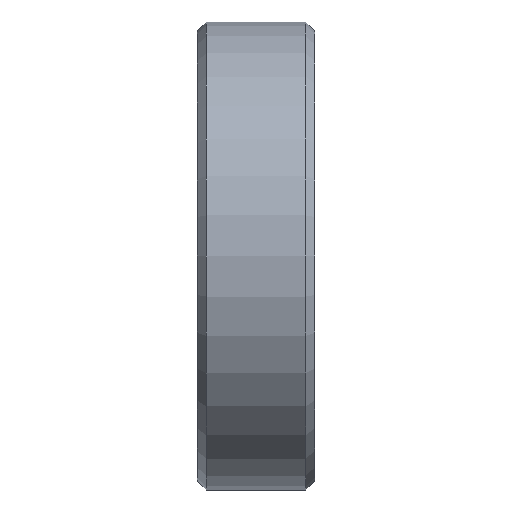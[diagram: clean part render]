
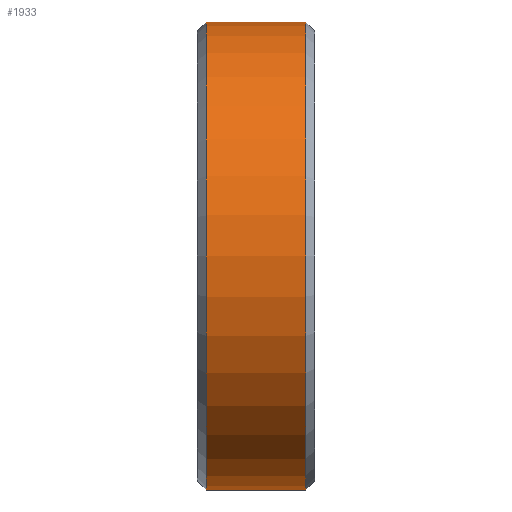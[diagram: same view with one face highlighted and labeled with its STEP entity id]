
A CAD part, left-side view. The second image highlights one B-rep face of the part: STEP entity #1933.
In plain terms, the highlighted cylindrical face has radius 8 mm (diameter 16 mm), a partial arc.
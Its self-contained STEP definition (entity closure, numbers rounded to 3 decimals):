
#40 = CARTESIAN_POINT ( 'NONE',  ( 0., 3.7, 8. ) ) ;
#67 = VERTEX_POINT ( 'NONE', #1091 ) ;
#117 = EDGE_CURVE ( 'NONE', #3241, #2765, #2530, .T. ) ;
#203 = LINE ( 'NONE', #2107, #2974 ) ;
#600 = VERTEX_POINT ( 'NONE', #40 ) ;
#754 = DIRECTION ( 'NONE',  ( 0., -1., 0. ) ) ;
#848 = DIRECTION ( 'NONE',  ( 0., -1., 0. ) ) ;
#1011 = DIRECTION ( 'NONE',  ( 0., -1., 0. ) ) ;
#1024 = CIRCLE ( 'NONE', #1143, 8. ) ;
#1091 = CARTESIAN_POINT ( 'NONE',  ( 0., 0.3, 8. ) ) ;
#1103 = AXIS2_PLACEMENT_3D ( 'NONE', #3209, #1781, #1502 ) ;
#1143 = AXIS2_PLACEMENT_3D ( 'NONE', #3605, #754, #1625 ) ;
#1249 = CARTESIAN_POINT ( 'NONE',  ( 0., 0.3, -8. ) ) ;
#1259 = DIRECTION ( 'NONE',  ( 0., -1., 0. ) ) ;
#1299 = ORIENTED_EDGE ( 'NONE', *, *, #117, .T. ) ;
#1468 = CYLINDRICAL_SURFACE ( 'NONE', #2728, 8. ) ;
#1502 = DIRECTION ( 'NONE',  ( 0., 0., 1. ) ) ;
#1608 = DIRECTION ( 'NONE',  ( 0., 0., -1. ) ) ;
#1625 = DIRECTION ( 'NONE',  ( 0., 0., 1. ) ) ;
#1781 = DIRECTION ( 'NONE',  ( 0., 1., 0. ) ) ;
#1793 = EDGE_CURVE ( 'NONE', #600, #67, #203, .T. ) ;
#1933 = ADVANCED_FACE ( 'NONE', ( #3124 ), #1468, .T. ) ;
#2107 = CARTESIAN_POINT ( 'NONE',  ( 0., 3., 8. ) ) ;
#2294 = EDGE_CURVE ( 'NONE', #600, #3241, #1024, .T. ) ;
#2362 = EDGE_LOOP ( 'NONE', ( #2774, #2588, #1299, #3208 ) ) ;
#2530 = LINE ( 'NONE', #3366, #3204 ) ;
#2588 = ORIENTED_EDGE ( 'NONE', *, *, #2294, .T. ) ;
#2724 = CARTESIAN_POINT ( 'NONE',  ( 0., 3., 0. ) ) ;
#2728 = AXIS2_PLACEMENT_3D ( 'NONE', #2724, #1011, #1608 ) ;
#2765 = VERTEX_POINT ( 'NONE', #1249 ) ;
#2774 = ORIENTED_EDGE ( 'NONE', *, *, #1793, .F. ) ;
#2783 = CIRCLE ( 'NONE', #1103, 8. ) ;
#2836 = EDGE_CURVE ( 'NONE', #2765, #67, #2783, .T. ) ;
#2914 = CARTESIAN_POINT ( 'NONE',  ( 0., 3.7, -8. ) ) ;
#2974 = VECTOR ( 'NONE', #1259, 1000. ) ;
#3124 = FACE_OUTER_BOUND ( 'NONE', #2362, .T. ) ;
#3204 = VECTOR ( 'NONE', #848, 1000. ) ;
#3208 = ORIENTED_EDGE ( 'NONE', *, *, #2836, .T. ) ;
#3209 = CARTESIAN_POINT ( 'NONE',  ( 0., 0.3, 0. ) ) ;
#3241 = VERTEX_POINT ( 'NONE', #2914 ) ;
#3366 = CARTESIAN_POINT ( 'NONE',  ( 0., 3., -8. ) ) ;
#3605 = CARTESIAN_POINT ( 'NONE',  ( 0., 3.7, 0. ) ) ;
